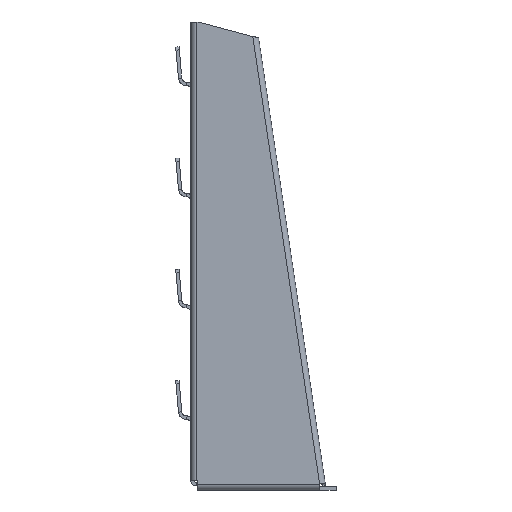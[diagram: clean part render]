
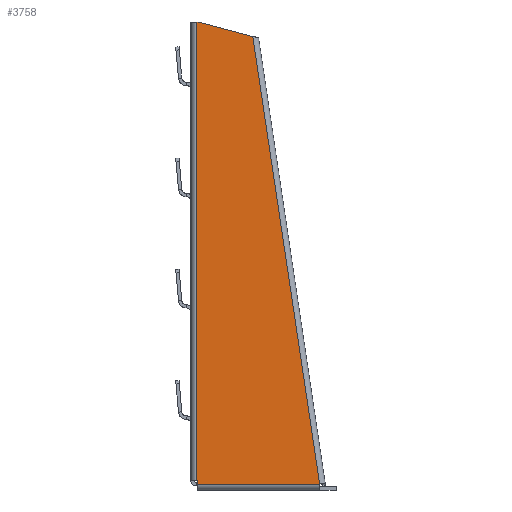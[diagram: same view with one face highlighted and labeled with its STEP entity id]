
A CAD part, left-side view. The second image highlights one B-rep face of the part: STEP entity #3758.
In plain terms, the highlighted face is planar.
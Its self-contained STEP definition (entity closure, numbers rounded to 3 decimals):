
#26 = CARTESIAN_POINT ( 'NONE',  ( 86., 15.007, -1.5 ) ) ;
#258 = CARTESIAN_POINT ( 'NONE',  ( -113.444, -9.961, -1.5 ) ) ;
#270 = DIRECTION ( 'NONE',  ( -1., 0., 0. ) ) ;
#293 = CARTESIAN_POINT ( 'NONE',  ( 0., 15.328, -1.5 ) ) ;
#396 = DIRECTION ( 'NONE',  ( 0., 1., 0. ) ) ;
#466 = PLANE ( 'NONE',  #5833 ) ;
#524 = CARTESIAN_POINT ( 'NONE',  ( 87.8, 15.007, -1.5 ) ) ;
#594 = ORIENTED_EDGE ( 'NONE', *, *, #1558, .F. ) ;
#940 = DIRECTION ( 'NONE',  ( -1., 0., 0. ) ) ;
#1148 = VECTOR ( 'NONE', #4997, 1000. ) ;
#1155 = LINE ( 'NONE', #4985, #3670 ) ;
#1181 = EDGE_CURVE ( 'NONE', #5608, #1529, #4632, .T. ) ;
#1268 = VERTEX_POINT ( 'NONE', #524 ) ;
#1291 = LINE ( 'NONE', #1693, #1148 ) ;
#1479 = EDGE_CURVE ( 'NONE', #3114, #4066, #1594, .T. ) ;
#1529 = VERTEX_POINT ( 'NONE', #4493 ) ;
#1558 = EDGE_CURVE ( 'NONE', #4788, #4552, #1155, .T. ) ;
#1594 = LINE ( 'NONE', #4922, #5216 ) ;
#1693 = CARTESIAN_POINT ( 'NONE',  ( 92.5, -39.993, -1.5 ) ) ;
#1696 = DIRECTION ( 'NONE',  ( -1., 0., 0. ) ) ;
#2033 = VERTEX_POINT ( 'NONE', #5393 ) ;
#2047 = ORIENTED_EDGE ( 'NONE', *, *, #2302, .T. ) ;
#2070 = EDGE_CURVE ( 'NONE', #3114, #2033, #1291, .T. ) ;
#2272 = CARTESIAN_POINT ( 'NONE',  ( 86., 20.508, -1.5 ) ) ;
#2302 = EDGE_CURVE ( 'NONE', #1268, #2033, #2614, .T. ) ;
#2364 = VECTOR ( 'NONE', #4113, 1000. ) ;
#2520 = LINE ( 'NONE', #5041, #2364 ) ;
#2594 = ORIENTED_EDGE ( 'NONE', *, *, #4641, .F. ) ;
#2614 = LINE ( 'NONE', #5609, #4987 ) ;
#2663 = VECTOR ( 'NONE', #270, 1000. ) ;
#2737 = ORIENTED_EDGE ( 'NONE', *, *, #1479, .T. ) ;
#2856 = EDGE_LOOP ( 'NONE', ( #5014, #2737, #3170, #594, #6021, #3286, #2594, #2047 ) ) ;
#3081 = DIRECTION ( 'NONE',  ( 0., -1., 0. ) ) ;
#3114 = VERTEX_POINT ( 'NONE', #5236 ) ;
#3170 = ORIENTED_EDGE ( 'NONE', *, *, #4695, .F. ) ;
#3286 = ORIENTED_EDGE ( 'NONE', *, *, #1181, .F. ) ;
#3443 = LINE ( 'NONE', #293, #4687 ) ;
#3670 = VECTOR ( 'NONE', #3081, 1000. ) ;
#3758 = ADVANCED_FACE ( 'NONE', ( #4601 ), #466, .T. ) ;
#3774 = DIRECTION ( 'NONE',  ( 0., 0., -1. ) ) ;
#3930 = LINE ( 'NONE', #4512, #2663 ) ;
#4066 = VERTEX_POINT ( 'NONE', #258 ) ;
#4113 = DIRECTION ( 'NONE',  ( 0.259, -0.966, 0. ) ) ;
#4493 = CARTESIAN_POINT ( 'NONE',  ( 86., 15.328, -1.5 ) ) ;
#4512 = CARTESIAN_POINT ( 'NONE',  ( 86., 15.007, -1.5 ) ) ;
#4552 = VERTEX_POINT ( 'NONE', #5904 ) ;
#4601 = FACE_OUTER_BOUND ( 'NONE', #2856, .T. ) ;
#4632 = LINE ( 'NONE', #2272, #5753 ) ;
#4641 = EDGE_CURVE ( 'NONE', #1268, #5608, #3930, .T. ) ;
#4682 = CARTESIAN_POINT ( 'NONE',  ( -120., 15.328, -1.5 ) ) ;
#4687 = VECTOR ( 'NONE', #1696, 1000. ) ;
#4695 = EDGE_CURVE ( 'NONE', #4552, #4066, #2520, .T. ) ;
#4788 = VERTEX_POINT ( 'NONE', #4682 ) ;
#4922 = CARTESIAN_POINT ( 'NONE',  ( -3.935, -26.327, -1.5 ) ) ;
#4985 = CARTESIAN_POINT ( 'NONE',  ( -120., 14.508, -1.5 ) ) ;
#4987 = VECTOR ( 'NONE', #6104, 1000. ) ;
#4997 = DIRECTION ( 'NONE',  ( 1., 0., 0. ) ) ;
#5014 = ORIENTED_EDGE ( 'NONE', *, *, #2070, .F. ) ;
#5041 = CARTESIAN_POINT ( 'NONE',  ( -110.924, -19.366, -1.5 ) ) ;
#5216 = VECTOR ( 'NONE', #5399, 1000. ) ;
#5236 = CARTESIAN_POINT ( 'NONE',  ( 87.5, -39.993, -1.5 ) ) ;
#5393 = CARTESIAN_POINT ( 'NONE',  ( 87.8, -39.992, -1.5 ) ) ;
#5399 = DIRECTION ( 'NONE',  ( -0.989, 0.148, 0. ) ) ;
#5608 = VERTEX_POINT ( 'NONE', #26 ) ;
#5609 = CARTESIAN_POINT ( 'NONE',  ( 87.8, 0., -1.5 ) ) ;
#5650 = CARTESIAN_POINT ( 'NONE',  ( 0., 0., -1.5 ) ) ;
#5753 = VECTOR ( 'NONE', #396, 1000. ) ;
#5833 = AXIS2_PLACEMENT_3D ( 'NONE', #5650, #3774, #940 ) ;
#5851 = EDGE_CURVE ( 'NONE', #1529, #4788, #3443, .T. ) ;
#5904 = CARTESIAN_POINT ( 'NONE',  ( -120., 14.508, -1.5 ) ) ;
#6021 = ORIENTED_EDGE ( 'NONE', *, *, #5851, .F. ) ;
#6104 = DIRECTION ( 'NONE',  ( 0., -1., 0. ) ) ;
